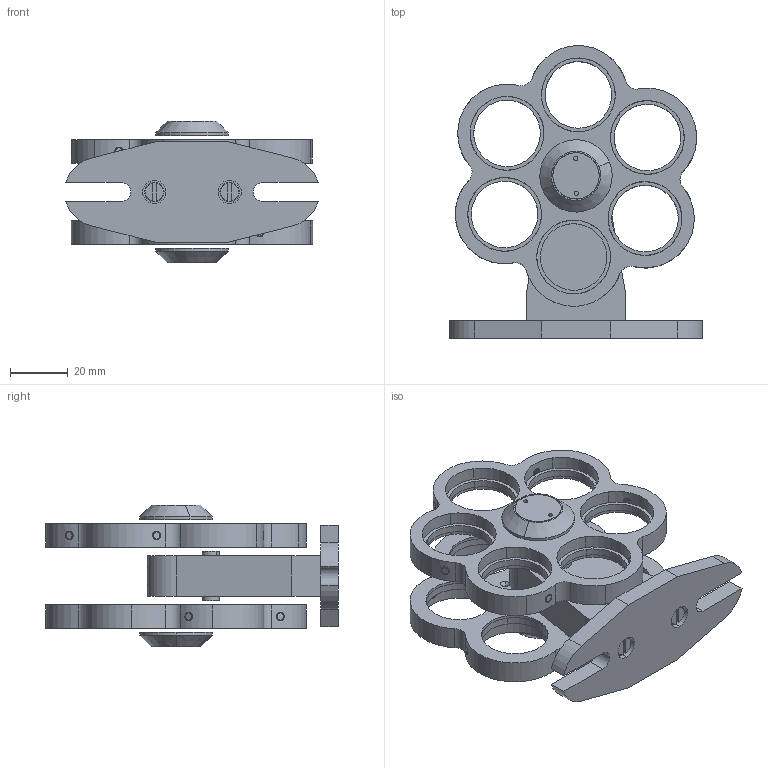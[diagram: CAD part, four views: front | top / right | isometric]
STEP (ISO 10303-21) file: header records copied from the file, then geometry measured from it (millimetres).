
FILE_DESCRIPTION (( 'STEP AP203' ), '1' );
FILE_NAME ('GCM-1401M 俋倛芞.STEP', '2019-04-08T06:43:55', ( 'china' ), ( 'china' ), 'SwSTEP 2.0', 'SolidWorks 2015', '' );
FILE_SCHEMA (( 'CONFIG_CONTROL_DESIGN' ));
Length unit declared in the file: millimetre
Products named in the file (1): GCM-1401M 俋倛芞
Bounding box: 87.07 x 100.96 x 49 mm (x, y, z)
Surface area: 40512 mm2 (no closed solid volume)
Topology: 0 solids, 60 shells, 348 faces, 936 edges, 654 vertices
Faces by surface type: cylinder 159, plane 97, cone 88, torus 4
Entity records: 12654 total; most frequent: CARTESIAN_POINT 3487, DIRECTION 2092, ORIENTED_EDGE 1588, EDGE_CURVE 924, AXIS2_PLACEMENT_3D 895, VERTEX_POINT 654, CIRCLE 546, EDGE_LOOP 477
